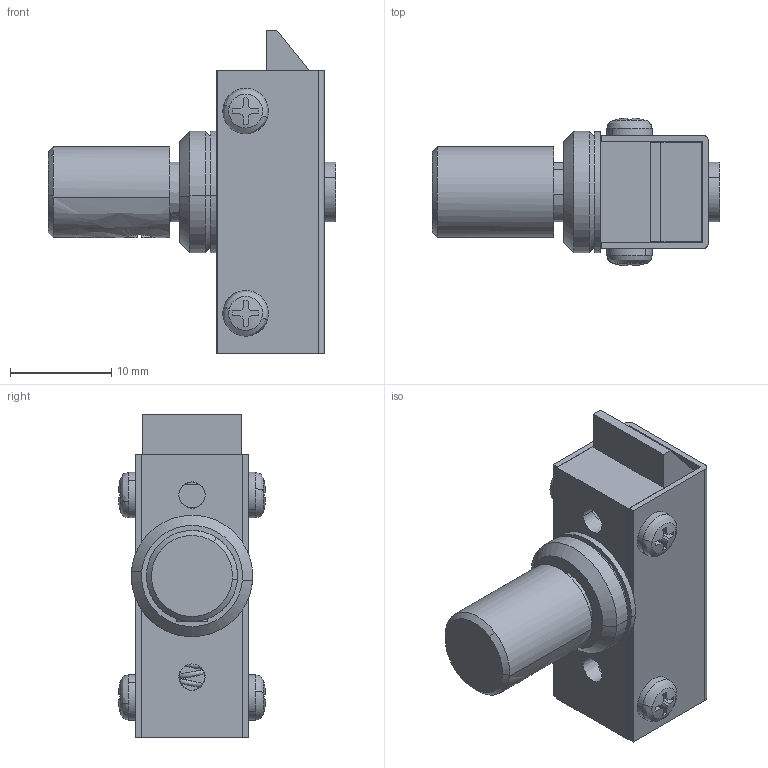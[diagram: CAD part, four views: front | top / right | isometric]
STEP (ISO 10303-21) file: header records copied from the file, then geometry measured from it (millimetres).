
FILE_DESCRIPTION((''),'2;1');
FILE_NAME('','2005-07-15T16:48:22',(''),(''),'','CADfix','');
FILE_SCHEMA(('AUTOMOTIVE_DESIGN'));
Length unit declared in the file: millimetre
Products named in the file (11): screw_2; screw_1; washer; spring; shaft; nut; latch; knob; housing; base; TL_32A_11864_36
Assembly tree (13 placements, depth 2):
  TL_32A_11864_36
    screw_2  x4
    screw_1
    washer
    spring
    shaft
    nut
    latch
    knob
    housing
    base
Bounding box: 28.4 x 14.56 x 32 mm (x, y, z)
Volume: 3626.9 mm3; surface area: 5841.6 mm2
Topology: 13 solids, 13 shells, 234 faces, 729 edges, 527 vertices
Faces by surface type: bspline 234
Entity records: 8284 total; most frequent: CARTESIAN_POINT 5257, ORIENTED_EDGE 990, EDGE_CURVE 495, VERTEX_POINT 365, QUASI_UNIFORM_CURVE 208, EDGE_LOOP 188, FACE_OUTER_BOUND 153, ADVANCED_FACE 153
